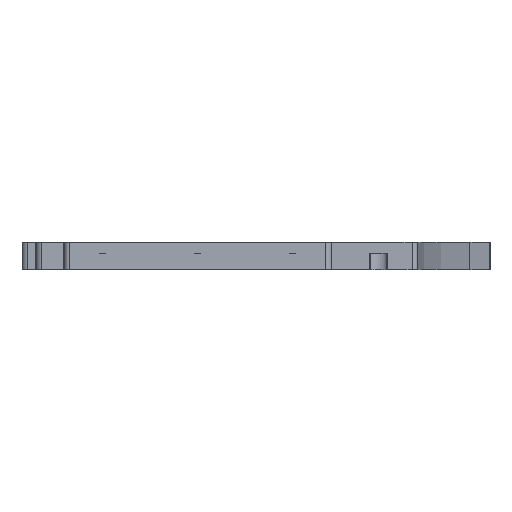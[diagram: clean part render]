
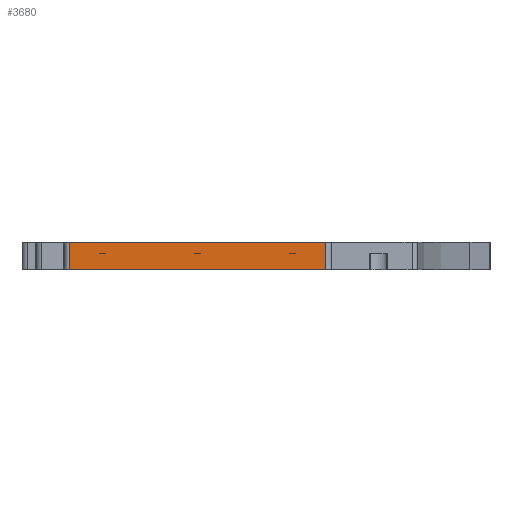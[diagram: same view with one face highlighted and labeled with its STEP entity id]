
A CAD part, left-side view. The second image highlights one B-rep face of the part: STEP entity #3680.
In plain terms, the highlighted planar face has unit normal (-1, 0, 0).
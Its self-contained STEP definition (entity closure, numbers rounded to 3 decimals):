
#424 = VERTEX_POINT('',#425);
#425 = CARTESIAN_POINT('',(-8.,6.,0.));
#432 = EDGE_CURVE('',#433,#424,#435,.T.);
#433 = VERTEX_POINT('',#434);
#434 = CARTESIAN_POINT('',(-8.,-40.,0.));
#435 = LINE('',#436,#437);
#436 = CARTESIAN_POINT('',(-8.,-41.,0.));
#437 = VECTOR('',#438,1.);
#438 = DIRECTION('',(0.,1.,0.));
#2400 = EDGE_CURVE('',#2401,#2403,#2405,.T.);
#2401 = VERTEX_POINT('',#2402);
#2402 = CARTESIAN_POINT('',(-8.,-40.,5.));
#2403 = VERTEX_POINT('',#2404);
#2404 = CARTESIAN_POINT('',(-8.,6.,5.));
#2405 = LINE('',#2406,#2407);
#2406 = CARTESIAN_POINT('',(-8.,-41.,5.));
#2407 = VECTOR('',#2408,1.);
#2408 = DIRECTION('',(0.,1.,0.));
#3668 = EDGE_CURVE('',#433,#2401,#3669,.T.);
#3669 = LINE('',#3670,#3671);
#3670 = CARTESIAN_POINT('',(-8.,-40.,0.));
#3671 = VECTOR('',#3672,1.);
#3672 = DIRECTION('',(0.,0.,1.));
#3680 = ADVANCED_FACE('',(#3681),#3692,.T.);
#3681 = FACE_BOUND('',#3682,.T.);
#3682 = EDGE_LOOP('',(#3683,#3684,#3685,#3686));
#3683 = ORIENTED_EDGE('',*,*,#432,.F.);
#3684 = ORIENTED_EDGE('',*,*,#3668,.T.);
#3685 = ORIENTED_EDGE('',*,*,#2400,.T.);
#3686 = ORIENTED_EDGE('',*,*,#3687,.F.);
#3687 = EDGE_CURVE('',#424,#2403,#3688,.T.);
#3688 = LINE('',#3689,#3690);
#3689 = CARTESIAN_POINT('',(-8.,6.,0.));
#3690 = VECTOR('',#3691,1.);
#3691 = DIRECTION('',(0.,0.,1.));
#3692 = PLANE('',#3693);
#3693 = AXIS2_PLACEMENT_3D('',#3694,#3695,#3696);
#3694 = CARTESIAN_POINT('',(-8.,-41.,0.));
#3695 = DIRECTION('',(-1.,0.,0.));
#3696 = DIRECTION('',(0.,1.,0.));
